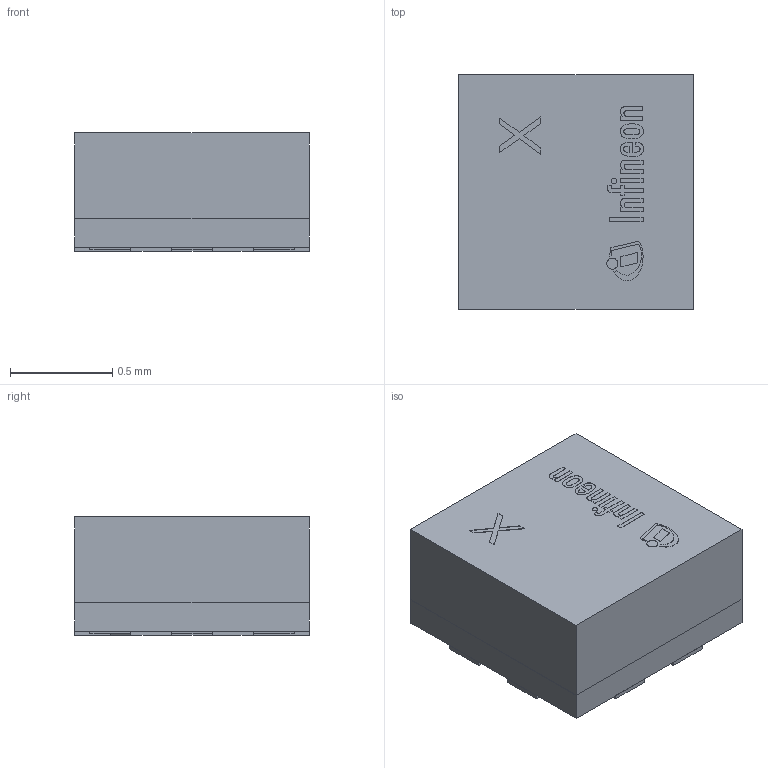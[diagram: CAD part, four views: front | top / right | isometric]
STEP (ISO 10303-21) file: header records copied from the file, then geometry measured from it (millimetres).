
FILE_DESCRIPTION(/* description */ (''),/* implementation_level */ '2;1');
FILE_NAME(/* name */ 'PG-ULGA-9-2_Z8B00230269_V02_3D.stp',/* time_stamp */ '2023-07-03T17:28:28+06:00',/* author */ ('Subramani'),/* organization */ (''),/* preprocessor_version */ 'ST-DEVELOPER v16.13',/* originating_system */ 'AutoCAD Mechanical',/* authorisation */ '');
FILE_SCHEMA (('AUTOMOTIVE_DESIGN { 1 0 10303 214 3 1 1 }'));
Length unit declared in the file: millimetre
Products named in the file (1): Product
Bounding box: 1.15 x 1.15 x 0.58 mm (x, y, z)
Volume: 0.8 mm3; surface area: 10.5 mm2
Topology: 25 solids, 25 shells, 240 faces, 567 edges, 378 vertices
Faces by surface type: plane 218, bspline 19, cylinder 3
Full cylindrical faces by diameter (mm): 0.027 x1, 0.054 x1
Entity records: 7016 total; most frequent: CARTESIAN_POINT 1599, ORIENTED_EDGE 1130, DIRECTION 977, EDGE_CURVE 565, LINE 521, VECTOR 521, VERTEX_POINT 378, EDGE_LOOP 249
